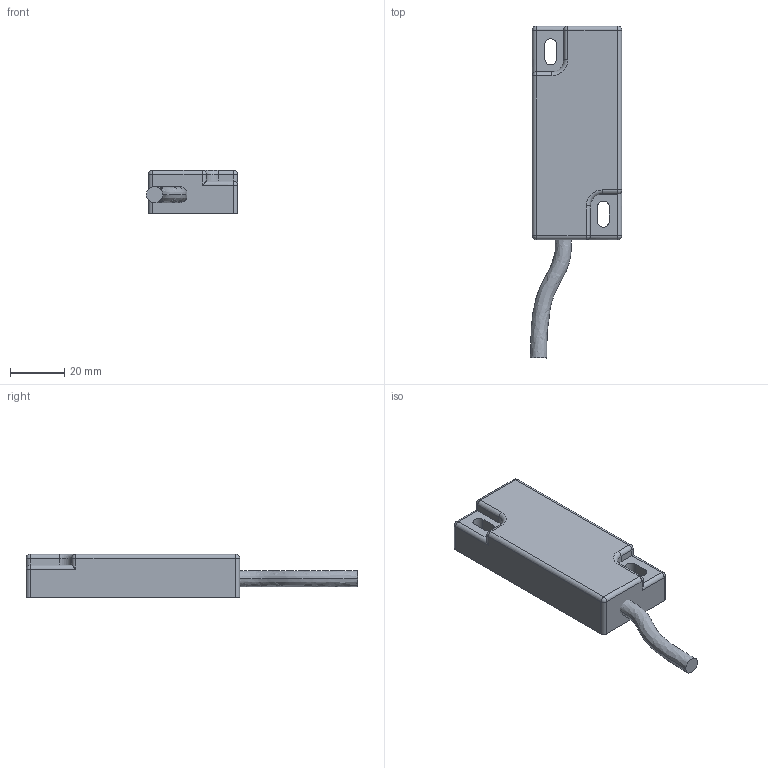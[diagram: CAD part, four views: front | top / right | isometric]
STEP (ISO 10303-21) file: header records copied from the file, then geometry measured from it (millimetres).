
FILE_DESCRIPTION (( 'STEP AP214' ), '1' );
FILE_NAME ('MS21-SS Switch with HT cable.STEP', '2010-06-10T10:15:24', ( ' ' ), ( ' ' ), 'SwSTEP 2.0', 'SolidWorks 2004231', '' );
FILE_SCHEMA (( 'AUTOMOTIVE_DESIGN' ));
Length unit declared in the file: millimetre
Products named in the file (3): MS21-SS Switch with HT cable; 359.702 (MS21 6.8mm SS Switch); 150.012 (cable 7 core HT)
Assembly tree (2 placements, depth 2):
  MS21-SS Switch with HT cable
    359.702 (MS21 6.8mm SS Switch)
    150.012 (cable 7 core HT)
Bounding box: 33.75 x 122.73 x 16 mm (x, y, z)
Volume: 40448.9 mm3; surface area: 9941.1 mm2
Topology: 2 solids, 2 shells, 58 faces, 136 edges, 74 vertices
Faces by surface type: cylinder 28, plane 18, sphere 8, torus 2, bspline 2
Entity records: 1776 total; most frequent: CARTESIAN_POINT 397, DIRECTION 296, ORIENTED_EDGE 256, EDGE_CURVE 128, AXIS2_PLACEMENT_3D 113, VERTEX_POINT 74, LINE 70, VECTOR 70
